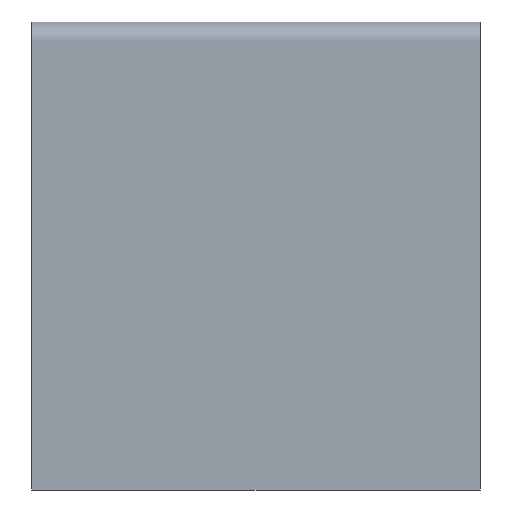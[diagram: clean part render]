
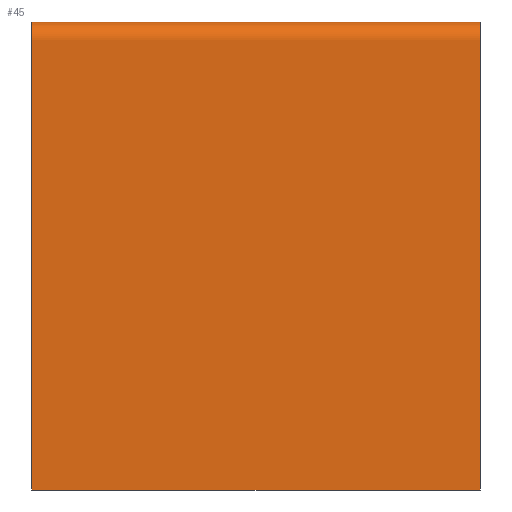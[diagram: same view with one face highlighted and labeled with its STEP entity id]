
A CAD part, left-side view. The second image highlights one B-rep face of the part: STEP entity #45.
In plain terms, the highlighted free-form (B-spline) face has degree [1, 2] with [2, 7] control points.
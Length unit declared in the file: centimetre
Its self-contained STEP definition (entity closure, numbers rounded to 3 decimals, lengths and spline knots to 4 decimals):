
#45=ADVANCED_FACE($,(#135),#972,.T.);
#135=FACE_OUTER_BOUND($,#225,.T.);
#225=EDGE_LOOP($,(#324,#325,#326,#327));
#324=ORIENTED_EDGE($,*,*,#676,.T.);
#325=ORIENTED_EDGE($,*,*,#681,.T.);
#326=ORIENTED_EDGE($,*,*,#679,.F.);
#327=ORIENTED_EDGE($,*,*,#682,.F.);
#676=EDGE_CURVE($,#855,#854,#1240,.T.);
#679=EDGE_CURVE($,#858,#857,#1241,.T.);
#681=EDGE_CURVE($,#854,#857,#1067,.T.);
#682=EDGE_CURVE($,#855,#858,#1068,.T.);
#854=VERTEX_POINT($,#1590);
#855=VERTEX_POINT($,#1591);
#857=VERTEX_POINT($,#1593);
#858=VERTEX_POINT($,#1594);
#972=(
BOUNDED_SURFACE()
B_SPLINE_SURFACE(1,2,((#1559,#1560,#1561,#1562,#1563,#1564,#1565),(#1566,
#1567,#1568,#1569,#1570,#1571,#1572)),.UNSPECIFIED.,.F.,.F.,.F.)
B_SPLINE_SURFACE_WITH_KNOTS((2,2),(3,2,2,3),(0.,70.),(-287.9248,
-150.9248,-146.2124,-76.2124),.UNSPECIFIED.)
GEOMETRIC_REPRESENTATION_ITEM()
RATIONAL_B_SPLINE_SURFACE(((1.,1.,1.,0.707,1.,1.,1.),(1.,1.,
1.,0.707,1.,1.,1.)))
REPRESENTATION_ITEM($)
SURFACE()
);
#1067=B_SPLINE_CURVE_WITH_KNOTS($,1,(#1550,#1551),.UNSPECIFIED.,.F.,.F.,
(2,2),(0.,70.),.UNSPECIFIED.);
#1068=B_SPLINE_CURVE_WITH_KNOTS($,1,(#1552,#1553),.UNSPECIFIED.,.F.,.F.,
(2,2),(0.,70.),.UNSPECIFIED.);
#1240=(
BOUNDED_CURVE()
B_SPLINE_CURVE(2,(#1530,#1531,#1532,#1533,#1534,#1535,#1536),.UNSPECIFIED.,
.F.,.F.)
B_SPLINE_CURVE_WITH_KNOTS((3,2,2,3),(76.2124,146.2124,150.9248,
287.9248),.UNSPECIFIED.)
CURVE()
GEOMETRIC_REPRESENTATION_ITEM()
RATIONAL_B_SPLINE_CURVE((1.,1.,1.,0.707,1.,1.,1.))
REPRESENTATION_ITEM($)
);
#1241=(
BOUNDED_CURVE()
B_SPLINE_CURVE(2,(#1541,#1542,#1543,#1544,#1545,#1546,#1547),.UNSPECIFIED.,
.F.,.F.)
B_SPLINE_CURVE_WITH_KNOTS((3,2,2,3),(76.2124,146.2124,150.9248,
287.9248),.UNSPECIFIED.)
CURVE()
GEOMETRIC_REPRESENTATION_ITEM()
RATIONAL_B_SPLINE_CURVE((1.,1.,1.,0.707,1.,1.,1.))
REPRESENTATION_ITEM($)
);
#1530=CARTESIAN_POINT($,(0.,0.,0.));
#1531=CARTESIAN_POINT($,(0.,0.,35.));
#1532=CARTESIAN_POINT($,(0.,0.,70.));
#1533=CARTESIAN_POINT($,(0.,0.,73.));
#1534=CARTESIAN_POINT($,(3.,0.,73.));
#1535=CARTESIAN_POINT($,(71.5,0.,73.));
#1536=CARTESIAN_POINT($,(140.,0.,73.));
#1541=CARTESIAN_POINT($,(0.,70.,0.));
#1542=CARTESIAN_POINT($,(0.,70.,35.));
#1543=CARTESIAN_POINT($,(0.,70.,70.));
#1544=CARTESIAN_POINT($,(0.,70.,73.));
#1545=CARTESIAN_POINT($,(3.,70.,73.));
#1546=CARTESIAN_POINT($,(71.5,70.,73.));
#1547=CARTESIAN_POINT($,(140.,70.,73.));
#1550=CARTESIAN_POINT($,(140.,0.,73.));
#1551=CARTESIAN_POINT($,(140.,70.,73.));
#1552=CARTESIAN_POINT($,(0.,0.,0.));
#1553=CARTESIAN_POINT($,(0.,70.,0.));
#1559=CARTESIAN_POINT($,(140.,0.,73.));
#1560=CARTESIAN_POINT($,(71.5,0.,73.));
#1561=CARTESIAN_POINT($,(3.,0.,73.));
#1562=CARTESIAN_POINT($,(0.,0.,73.));
#1563=CARTESIAN_POINT($,(0.,0.,70.));
#1564=CARTESIAN_POINT($,(0.,0.,35.));
#1565=CARTESIAN_POINT($,(0.,0.,0.));
#1566=CARTESIAN_POINT($,(140.,70.,73.));
#1567=CARTESIAN_POINT($,(71.5,70.,73.));
#1568=CARTESIAN_POINT($,(3.,70.,73.));
#1569=CARTESIAN_POINT($,(0.,70.,73.));
#1570=CARTESIAN_POINT($,(0.,70.,70.));
#1571=CARTESIAN_POINT($,(0.,70.,35.));
#1572=CARTESIAN_POINT($,(0.,70.,0.));
#1590=CARTESIAN_POINT($,(140.,0.,73.));
#1591=CARTESIAN_POINT($,(0.,0.,0.));
#1593=CARTESIAN_POINT($,(140.,70.,73.));
#1594=CARTESIAN_POINT($,(0.,70.,0.));
